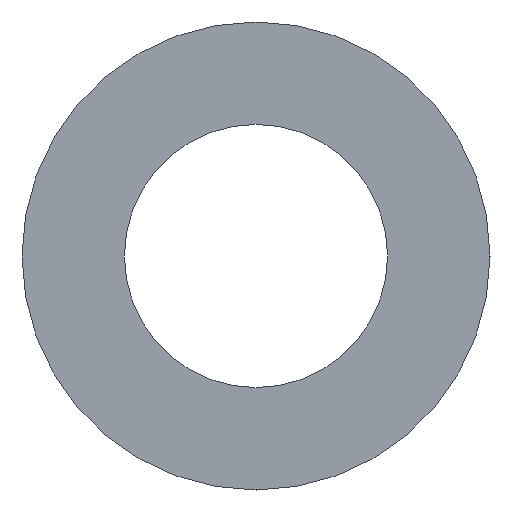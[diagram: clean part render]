
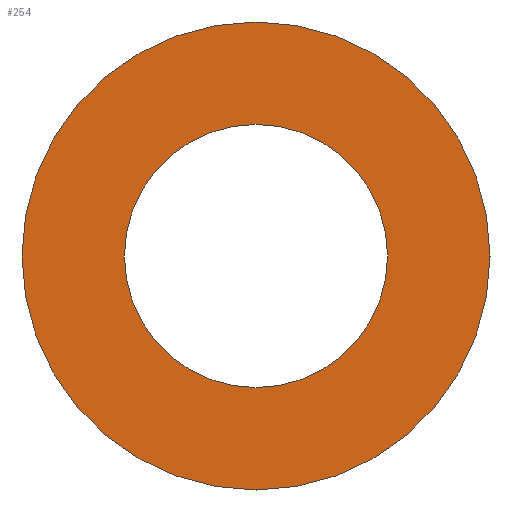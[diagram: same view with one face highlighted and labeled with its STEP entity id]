
A CAD part, front view. The second image highlights one B-rep face of the part: STEP entity #254.
In plain terms, the highlighted planar face has unit normal (0, -1, 0).
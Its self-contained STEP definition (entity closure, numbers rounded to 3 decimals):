
#5 = CARTESIAN_POINT ( 'NONE',  ( 0., 0., 20. ) ) ;
#6 = CARTESIAN_POINT ( 'NONE',  ( 0., 0., -20. ) ) ;
#22 = CARTESIAN_POINT ( 'NONE',  ( 0., 0., 11.25 ) ) ;
#30 = CARTESIAN_POINT ( 'NONE',  ( 0., 0., -11.25 ) ) ;
#67 = AXIS2_PLACEMENT_3D ( 'NONE', #175, #180, #191 ) ;
#78 = AXIS2_PLACEMENT_3D ( 'NONE', #204, #205, #207 ) ;
#88 = AXIS2_PLACEMENT_3D ( 'NONE', #157, #156, #154 ) ;
#90 = FACE_BOUND ( 'NONE', #131, .T. ) ;
#111 = FACE_OUTER_BOUND ( 'NONE', #117, .T. ) ;
#112 = AXIS2_PLACEMENT_3D ( 'NONE', #222, #215, #206 ) ;
#117 = EDGE_LOOP ( 'NONE', ( #211, #135 ) ) ;
#120 = ORIENTED_EDGE ( 'NONE', *, *, #252, .F. ) ;
#126 = ORIENTED_EDGE ( 'NONE', *, *, #237, .F. ) ;
#131 = EDGE_LOOP ( 'NONE', ( #120, #126 ) ) ;
#135 = ORIENTED_EDGE ( 'NONE', *, *, #250, .T. ) ;
#150 = DIRECTION ( 'NONE',  ( 0., -1., 0. ) ) ;
#154 = DIRECTION ( 'NONE',  ( 0., 0., -1. ) ) ;
#156 = DIRECTION ( 'NONE',  ( 0., -1., 0. ) ) ;
#157 = CARTESIAN_POINT ( 'NONE',  ( 0., 0., 0. ) ) ;
#175 = CARTESIAN_POINT ( 'NONE',  ( 0., 0., 0. ) ) ;
#180 = DIRECTION ( 'NONE',  ( 0., -1., 0. ) ) ;
#191 = DIRECTION ( 'NONE',  ( 0., 0., -1. ) ) ;
#193 = CARTESIAN_POINT ( 'NONE',  ( 0., 0., 0. ) ) ;
#204 = CARTESIAN_POINT ( 'NONE',  ( 0., 0., 0. ) ) ;
#205 = DIRECTION ( 'NONE',  ( 0., -1., 0. ) ) ;
#206 = DIRECTION ( 'NONE',  ( 0., 0., -1. ) ) ;
#207 = DIRECTION ( 'NONE',  ( 0., 0., -1. ) ) ;
#211 = ORIENTED_EDGE ( 'NONE', *, *, #236, .T. ) ;
#215 = DIRECTION ( 'NONE',  ( 0., -1., 0. ) ) ;
#217 = PLANE ( 'NONE',  #112 ) ;
#220 = DIRECTION ( 'NONE',  ( 0., 0., -1. ) ) ;
#222 = CARTESIAN_POINT ( 'NONE',  ( 20., 0., 0. ) ) ;
#236 = EDGE_CURVE ( 'NONE', #316, #304, #287, .T. ) ;
#237 = EDGE_CURVE ( 'NONE', #300, #296, #288, .T. ) ;
#250 = EDGE_CURVE ( 'NONE', #304, #316, #267, .T. ) ;
#252 = EDGE_CURVE ( 'NONE', #296, #300, #294, .T. ) ;
#254 = ADVANCED_FACE ( 'NONE', ( #111, #90 ), #217, .T. ) ;
#258 = AXIS2_PLACEMENT_3D ( 'NONE', #193, #150, #220 ) ;
#267 = CIRCLE ( 'NONE', #67, 20. ) ;
#287 = CIRCLE ( 'NONE', #258, 20. ) ;
#288 = CIRCLE ( 'NONE', #88, 11.25 ) ;
#294 = CIRCLE ( 'NONE', #78, 11.25 ) ;
#296 = VERTEX_POINT ( 'NONE', #30 ) ;
#300 = VERTEX_POINT ( 'NONE', #22 ) ;
#304 = VERTEX_POINT ( 'NONE', #5 ) ;
#316 = VERTEX_POINT ( 'NONE', #6 ) ;
